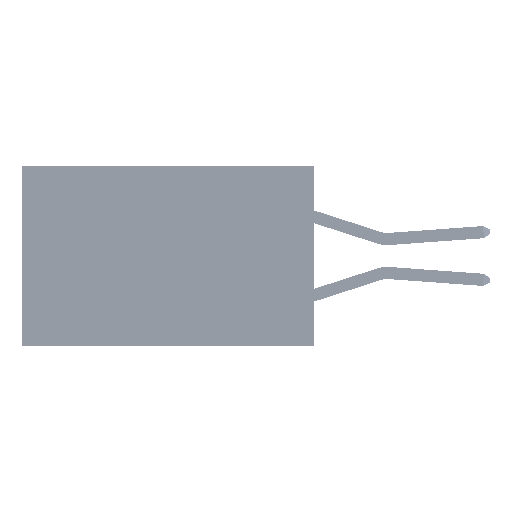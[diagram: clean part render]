
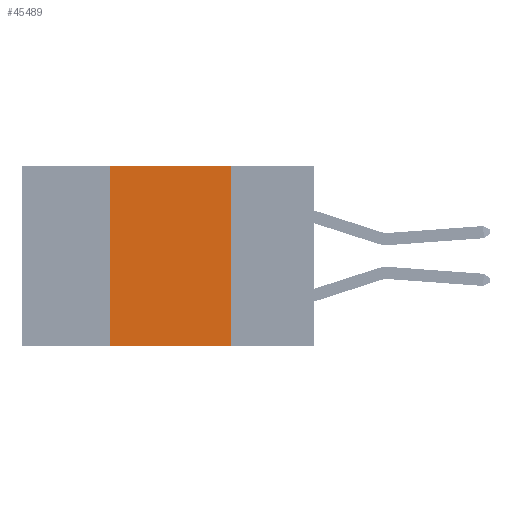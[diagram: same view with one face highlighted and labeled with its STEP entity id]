
A CAD part, left-side view. The second image highlights one B-rep face of the part: STEP entity #45489.
In plain terms, the highlighted planar face has unit normal (-1, 0, 0).
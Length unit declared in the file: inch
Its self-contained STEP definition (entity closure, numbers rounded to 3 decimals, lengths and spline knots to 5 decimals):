
#950 = DIRECTION ( 'NONE',  ( 0., 0., -1. ) ) ;
#1572 = EDGE_LOOP ( 'NONE', ( #10096, #16224, #38644, #42571 ) ) ;
#2730 = VECTOR ( 'NONE', #34655, 39.37008 ) ;
#3298 = CARTESIAN_POINT ( 'NONE',  ( 0., 0.6, -0.37 ) ) ;
#4106 = DIRECTION ( 'NONE',  ( 0., 0., -1. ) ) ;
#4671 = EDGE_CURVE ( 'NONE', #42300, #19387, #6297, .T. ) ;
#6297 = LINE ( 'NONE', #11227, #44505 ) ;
#6502 = CARTESIAN_POINT ( 'NONE',  ( 0., 0.42, 0. ) ) ;
#10096 = ORIENTED_EDGE ( 'NONE', *, *, #33181, .F. ) ;
#11227 = CARTESIAN_POINT ( 'NONE',  ( 0., 0.6, 0. ) ) ;
#12683 = CARTESIAN_POINT ( 'NONE',  ( 0., 0.42, -0.37 ) ) ;
#14370 = LINE ( 'NONE', #19040, #16904 ) ;
#15288 = DIRECTION ( 'NONE',  ( 1., 0., 0. ) ) ;
#16224 = ORIENTED_EDGE ( 'NONE', *, *, #4671, .F. ) ;
#16904 = VECTOR ( 'NONE', #46735, 39.37008 ) ;
#17218 = EDGE_CURVE ( 'NONE', #49331, #29004, #23525, .T. ) ;
#19040 = CARTESIAN_POINT ( 'NONE',  ( 0., 0.42, 0. ) ) ;
#19387 = VERTEX_POINT ( 'NONE', #34022 ) ;
#20919 = CARTESIAN_POINT ( 'NONE',  ( 0., 0.17, 0. ) ) ;
#23525 = LINE ( 'NONE', #3298, #2730 ) ;
#23817 = PLANE ( 'NONE',  #26850 ) ;
#26850 = AXIS2_PLACEMENT_3D ( 'NONE', #46857, #15288, #4106 ) ;
#28452 = LINE ( 'NONE', #20919, #49965 ) ;
#29004 = VERTEX_POINT ( 'NONE', #48239 ) ;
#33181 = EDGE_CURVE ( 'NONE', #19387, #29004, #28452, .T. ) ;
#34022 = CARTESIAN_POINT ( 'NONE',  ( 0., 0.17, 0. ) ) ;
#34655 = DIRECTION ( 'NONE',  ( 0., -1., 0. ) ) ;
#35367 = EDGE_CURVE ( 'NONE', #49331, #42300, #14370, .T. ) ;
#38644 = ORIENTED_EDGE ( 'NONE', *, *, #35367, .F. ) ;
#38841 = FACE_OUTER_BOUND ( 'NONE', #1572, .T. ) ;
#42300 = VERTEX_POINT ( 'NONE', #6502 ) ;
#42571 = ORIENTED_EDGE ( 'NONE', *, *, #17218, .T. ) ;
#44505 = VECTOR ( 'NONE', #49809, 39.37008 ) ;
#45489 = ADVANCED_FACE ( 'NONE', ( #38841 ), #23817, .F. ) ;
#46735 = DIRECTION ( 'NONE',  ( 0., 0., 1. ) ) ;
#46857 = CARTESIAN_POINT ( 'NONE',  ( 0., 0.6, 0. ) ) ;
#48239 = CARTESIAN_POINT ( 'NONE',  ( 0., 0.17, -0.37 ) ) ;
#49331 = VERTEX_POINT ( 'NONE', #12683 ) ;
#49809 = DIRECTION ( 'NONE',  ( 0., -1., 0. ) ) ;
#49965 = VECTOR ( 'NONE', #950, 39.37008 ) ;
